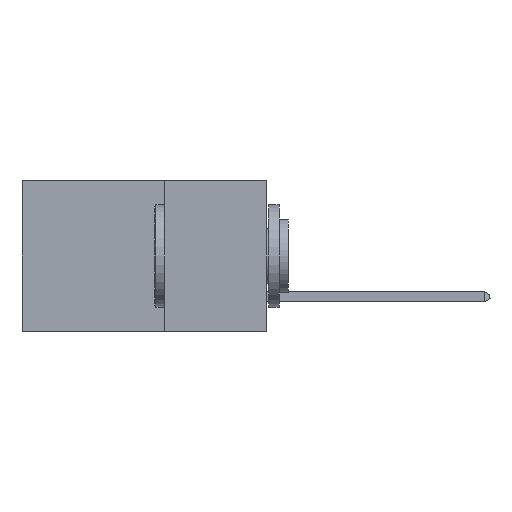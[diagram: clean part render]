
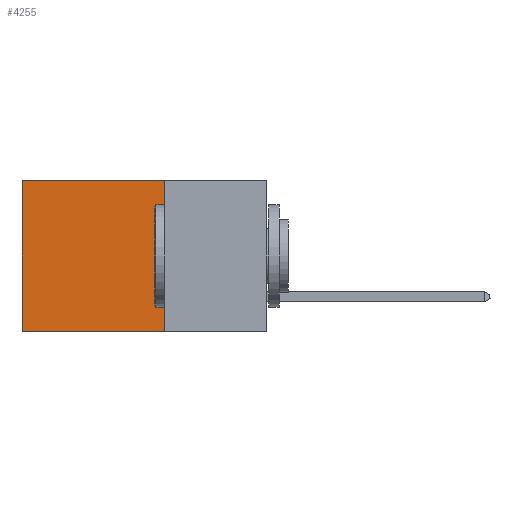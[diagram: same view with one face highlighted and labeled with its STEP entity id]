
A CAD part, left-side view. The second image highlights one B-rep face of the part: STEP entity #4255.
In plain terms, the highlighted planar face has unit normal (-1, 0, 0).
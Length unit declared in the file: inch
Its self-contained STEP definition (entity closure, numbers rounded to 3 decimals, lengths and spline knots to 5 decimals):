
#537 = LINE ( 'NONE', #2528, #10508 ) ;
#816 = ORIENTED_EDGE ( 'NONE', *, *, #2969, .F. ) ;
#906 = ORIENTED_EDGE ( 'NONE', *, *, #4558, .F. ) ;
#2528 = CARTESIAN_POINT ( 'NONE',  ( 0.2875, 0.25, 0. ) ) ;
#2969 = EDGE_CURVE ( 'NONE', #4550, #20870, #537, .T. ) ;
#3285 = LINE ( 'NONE', #11870, #20559 ) ;
#3360 = CARTESIAN_POINT ( 'NONE',  ( 0.2875, 0.25, -0.37 ) ) ;
#3504 = CARTESIAN_POINT ( 'NONE',  ( 0.2875, 0.25, -0.37 ) ) ;
#3803 = CARTESIAN_POINT ( 'NONE',  ( 0.2875, 0.6, -0.37 ) ) ;
#3903 = LINE ( 'NONE', #16788, #19188 ) ;
#4255 = ADVANCED_FACE ( 'NONE', ( #14387 ), #8123, .F. ) ;
#4550 = VERTEX_POINT ( 'NONE', #13574 ) ;
#4558 = EDGE_CURVE ( 'NONE', #20870, #14182, #6625, .T. ) ;
#4566 = DIRECTION ( 'NONE',  ( 1., 0., 0. ) ) ;
#4598 = DIRECTION ( 'NONE',  ( 0., 1., 0. ) ) ;
#5057 = EDGE_LOOP ( 'NONE', ( #20489, #906, #816, #22628 ) ) ;
#5682 = AXIS2_PLACEMENT_3D ( 'NONE', #20741, #4566, #17219 ) ;
#5972 = DIRECTION ( 'NONE',  ( 0., 0., -1. ) ) ;
#6625 = LINE ( 'NONE', #3504, #12472 ) ;
#8123 = PLANE ( 'NONE',  #5682 ) ;
#8539 = DIRECTION ( 'NONE',  ( 0., 1., 0. ) ) ;
#10421 = VERTEX_POINT ( 'NONE', #16897 ) ;
#10508 = VECTOR ( 'NONE', #14728, 39.37008 ) ;
#11870 = CARTESIAN_POINT ( 'NONE',  ( 0.2875, 0.25, 0. ) ) ;
#12472 = VECTOR ( 'NONE', #8539, 39.37008 ) ;
#13574 = CARTESIAN_POINT ( 'NONE',  ( 0.2875, 0.25, 0. ) ) ;
#13868 = EDGE_CURVE ( 'NONE', #10421, #14182, #3903, .T. ) ;
#14182 = VERTEX_POINT ( 'NONE', #3803 ) ;
#14387 = FACE_OUTER_BOUND ( 'NONE', #5057, .T. ) ;
#14728 = DIRECTION ( 'NONE',  ( 0., 0., -1. ) ) ;
#15521 = EDGE_CURVE ( 'NONE', #4550, #10421, #3285, .T. ) ;
#16788 = CARTESIAN_POINT ( 'NONE',  ( 0.2875, 0.6, 0. ) ) ;
#16897 = CARTESIAN_POINT ( 'NONE',  ( 0.2875, 0.6, 0. ) ) ;
#17219 = DIRECTION ( 'NONE',  ( 0., 0., -1. ) ) ;
#19188 = VECTOR ( 'NONE', #5972, 39.37008 ) ;
#20489 = ORIENTED_EDGE ( 'NONE', *, *, #13868, .T. ) ;
#20559 = VECTOR ( 'NONE', #4598, 39.37008 ) ;
#20741 = CARTESIAN_POINT ( 'NONE',  ( 0.2875, 0.25, 0. ) ) ;
#20870 = VERTEX_POINT ( 'NONE', #3360 ) ;
#22628 = ORIENTED_EDGE ( 'NONE', *, *, #15521, .T. ) ;
